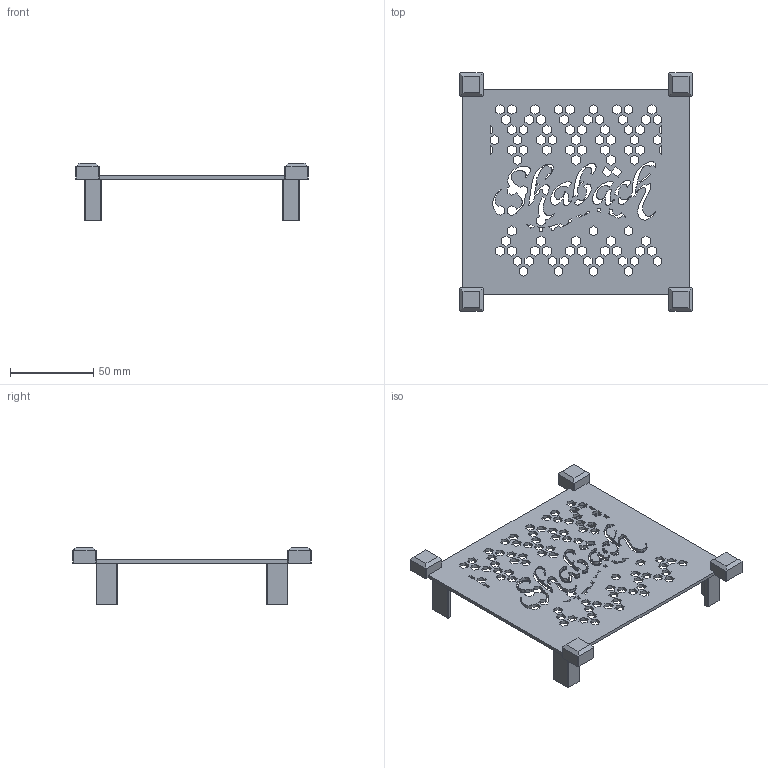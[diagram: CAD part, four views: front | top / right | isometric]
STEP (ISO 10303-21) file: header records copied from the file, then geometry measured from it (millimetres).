
FILE_DESCRIPTION(/* description */ (''),/* implementation_level */ '2;1');
FILE_NAME(/* name */ 'Top panel 3u.2 v4.step',/* time_stamp */ '2025-05-22T09:12:26+03:00',/* author */ (''),/* organization */ (''),/* preprocessor_version */ 'ST-DEVELOPER v20.1',/* originating_system */ 'Autodesk Translation Framework v14.4.0.0',/* authorisation */ '');
FILE_SCHEMA (('AUTOMOTIVE_DESIGN { 1 0 10303 214 3 1 1 }'));
Length unit declared in the file: millimetre
Products named in the file (1): Top panel 3u.2
Bounding box: 139.5 x 143 x 34.5 mm (x, y, z)
Volume: 39924.9 mm3; surface area: 41316.4 mm2
Topology: 1 solids, 1 shells, 993 faces, 2917 edges, 1934 vertices
Faces by surface type: plane 747, bspline 238, cylinder 8
Full cylindrical faces by diameter (mm): 5 x4
Entity records: 33426 total; most frequent: CARTESIAN_POINT 8939, ORIENTED_EDGE 5834, DIRECTION 3969, EDGE_CURVE 2917, LINE 2425, VECTOR 2425, VERTEX_POINT 1934, EDGE_LOOP 1205
